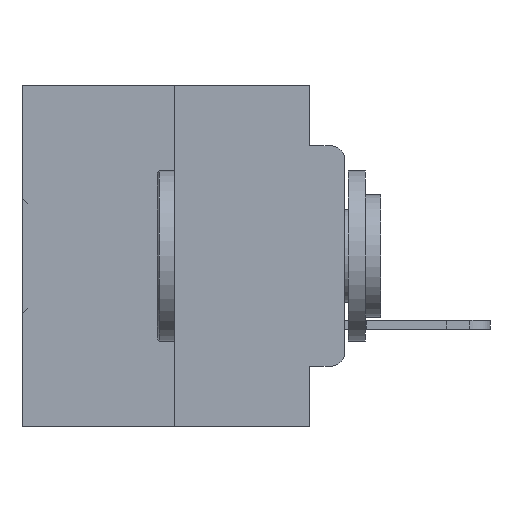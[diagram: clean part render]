
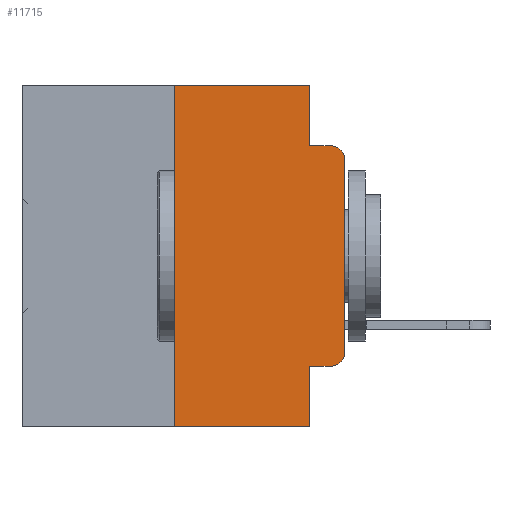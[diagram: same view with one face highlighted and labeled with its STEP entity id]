
A CAD part, left-side view. The second image highlights one B-rep face of the part: STEP entity #11715.
In plain terms, the highlighted planar face has unit normal (-1, 0, 0).
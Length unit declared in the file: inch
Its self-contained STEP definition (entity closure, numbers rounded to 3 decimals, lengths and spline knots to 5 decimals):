
#675 = EDGE_CURVE ( 'NONE', #18271, #5691, #31932, .T. ) ;
#996 = VERTEX_POINT ( 'NONE', #4433 ) ;
#1168 = CIRCLE ( 'NONE', #34711, 0.02 ) ;
#1316 = VERTEX_POINT ( 'NONE', #22289 ) ;
#1738 = DIRECTION ( 'NONE',  ( -1., 0., 0. ) ) ;
#1739 = DIRECTION ( 'NONE',  ( 0., 0., -1. ) ) ;
#2062 = CARTESIAN_POINT ( 'NONE',  ( 0., 0.473, -0.5 ) ) ;
#2583 = VERTEX_POINT ( 'NONE', #3922 ) ;
#2935 = VECTOR ( 'NONE', #7752, 39.37008 ) ;
#3567 = VECTOR ( 'NONE', #24840, 39.37008 ) ;
#3852 = VERTEX_POINT ( 'NONE', #19435 ) ;
#3922 = CARTESIAN_POINT ( 'NONE',  ( 0., 0.051, -0.5 ) ) ;
#4212 = EDGE_CURVE ( 'NONE', #16106, #996, #17654, .T. ) ;
#4399 = DIRECTION ( 'NONE',  ( 0., 0., 1. ) ) ;
#4433 = CARTESIAN_POINT ( 'NONE',  ( 0., 0.02, -0.4115 ) ) ;
#4646 = VERTEX_POINT ( 'NONE', #22590 ) ;
#4930 = DIRECTION ( 'NONE',  ( 0., -1., 0. ) ) ;
#5086 = VECTOR ( 'NONE', #1739, 39.37008 ) ;
#5516 = LINE ( 'NONE', #2062, #26159 ) ;
#5691 = VERTEX_POINT ( 'NONE', #24455 ) ;
#5816 = LINE ( 'NONE', #21796, #12396 ) ;
#6108 = ORIENTED_EDGE ( 'NONE', *, *, #11596, .T. ) ;
#6258 = CARTESIAN_POINT ( 'NONE',  ( 0., 0.051, -0.0885 ) ) ;
#7369 = CARTESIAN_POINT ( 'NONE',  ( 0., 0.051, 0. ) ) ;
#7382 = ORIENTED_EDGE ( 'NONE', *, *, #25491, .F. ) ;
#7493 = EDGE_CURVE ( 'NONE', #4646, #12906, #25427, .T. ) ;
#7752 = DIRECTION ( 'NONE',  ( 0., -1., 0. ) ) ;
#8002 = CARTESIAN_POINT ( 'NONE',  ( 0., 0.473, 0. ) ) ;
#9187 = DIRECTION ( 'NONE',  ( 0., 0., -1. ) ) ;
#9190 = DIRECTION ( 'NONE',  ( 1., 0., 0. ) ) ;
#9354 = PLANE ( 'NONE',  #19140 ) ;
#9533 = CARTESIAN_POINT ( 'NONE',  ( 0., 0.473, 0. ) ) ;
#10267 = CARTESIAN_POINT ( 'NONE',  ( 0., 0., -0.3915 ) ) ;
#10445 = ORIENTED_EDGE ( 'NONE', *, *, #24244, .T. ) ;
#11323 = CIRCLE ( 'NONE', #21430, 0.02 ) ;
#11596 = EDGE_CURVE ( 'NONE', #5691, #3852, #1168, .T. ) ;
#11715 = ADVANCED_FACE ( 'NONE', ( #32333 ), #9354, .F. ) ;
#11833 = VERTEX_POINT ( 'NONE', #6258 ) ;
#12315 = DIRECTION ( 'NONE',  ( 0., 0., -1. ) ) ;
#12338 = DIRECTION ( 'NONE',  ( -1., 0., 0. ) ) ;
#12396 = VECTOR ( 'NONE', #24672, 39.37008 ) ;
#12459 = CARTESIAN_POINT ( 'NONE',  ( 0., 0.02, -0.1085 ) ) ;
#12906 = VERTEX_POINT ( 'NONE', #29343 ) ;
#13001 = EDGE_CURVE ( 'NONE', #1316, #4646, #20488, .T. ) ;
#13707 = EDGE_CURVE ( 'NONE', #16106, #2583, #33081, .T. ) ;
#13912 = CARTESIAN_POINT ( 'NONE',  ( 0., 0.051, 0. ) ) ;
#14033 = DIRECTION ( 'NONE',  ( 0., 0., -1. ) ) ;
#16071 = EDGE_CURVE ( 'NONE', #12906, #11833, #33393, .T. ) ;
#16106 = VERTEX_POINT ( 'NONE', #28226 ) ;
#17479 = ORIENTED_EDGE ( 'NONE', *, *, #19998, .T. ) ;
#17654 = LINE ( 'NONE', #30919, #3567 ) ;
#18271 = VERTEX_POINT ( 'NONE', #10267 ) ;
#18588 = VECTOR ( 'NONE', #14033, 39.37008 ) ;
#18618 = CARTESIAN_POINT ( 'NONE',  ( 0., 0.02, -0.3915 ) ) ;
#19140 = AXIS2_PLACEMENT_3D ( 'NONE', #9533, #9190, #9187 ) ;
#19435 = CARTESIAN_POINT ( 'NONE',  ( 0., 0.02, -0.0885 ) ) ;
#19639 = VECTOR ( 'NONE', #4399, 39.37008 ) ;
#19998 = EDGE_CURVE ( 'NONE', #996, #18271, #11323, .T. ) ;
#20488 = LINE ( 'NONE', #26892, #19639 ) ;
#21419 = DIRECTION ( 'NONE',  ( 0., 0., -1. ) ) ;
#21430 = AXIS2_PLACEMENT_3D ( 'NONE', #18618, #1738, #21419 ) ;
#21796 = CARTESIAN_POINT ( 'NONE',  ( 0., 0.051, -0.0885 ) ) ;
#22289 = CARTESIAN_POINT ( 'NONE',  ( 0., 0.25, -0.5 ) ) ;
#22590 = CARTESIAN_POINT ( 'NONE',  ( 0., 0.25, 0. ) ) ;
#22739 = ORIENTED_EDGE ( 'NONE', *, *, #13001, .F. ) ;
#23602 = EDGE_LOOP ( 'NONE', ( #29773, #6108, #7382, #24044, #27571, #22739, #10445, #34437, #28888, #17479 ) ) ;
#24044 = ORIENTED_EDGE ( 'NONE', *, *, #16071, .F. ) ;
#24244 = EDGE_CURVE ( 'NONE', #1316, #2583, #5516, .T. ) ;
#24455 = CARTESIAN_POINT ( 'NONE',  ( 0., 0., -0.1085 ) ) ;
#24672 = DIRECTION ( 'NONE',  ( 0., -1., 0. ) ) ;
#24840 = DIRECTION ( 'NONE',  ( 0., -1., 0. ) ) ;
#25427 = LINE ( 'NONE', #8002, #2935 ) ;
#25491 = EDGE_CURVE ( 'NONE', #11833, #3852, #5816, .T. ) ;
#26159 = VECTOR ( 'NONE', #4930, 39.37008 ) ;
#26892 = CARTESIAN_POINT ( 'NONE',  ( 0., 0.25, 0. ) ) ;
#27571 = ORIENTED_EDGE ( 'NONE', *, *, #7493, .F. ) ;
#28226 = CARTESIAN_POINT ( 'NONE',  ( 0., 0.051, -0.4115 ) ) ;
#28888 = ORIENTED_EDGE ( 'NONE', *, *, #4212, .T. ) ;
#29343 = CARTESIAN_POINT ( 'NONE',  ( 0., 0.051, 0. ) ) ;
#29594 = CARTESIAN_POINT ( 'NONE',  ( 0., 0., 0. ) ) ;
#29773 = ORIENTED_EDGE ( 'NONE', *, *, #675, .T. ) ;
#29832 = DIRECTION ( 'NONE',  ( 0., 0., 1. ) ) ;
#30919 = CARTESIAN_POINT ( 'NONE',  ( 0., 0.051, -0.4115 ) ) ;
#31058 = VECTOR ( 'NONE', #29832, 39.37008 ) ;
#31932 = LINE ( 'NONE', #29594, #31058 ) ;
#32333 = FACE_OUTER_BOUND ( 'NONE', #23602, .T. ) ;
#33081 = LINE ( 'NONE', #7369, #5086 ) ;
#33393 = LINE ( 'NONE', #13912, #18588 ) ;
#34437 = ORIENTED_EDGE ( 'NONE', *, *, #13707, .F. ) ;
#34711 = AXIS2_PLACEMENT_3D ( 'NONE', #12459, #12338, #12315 ) ;
